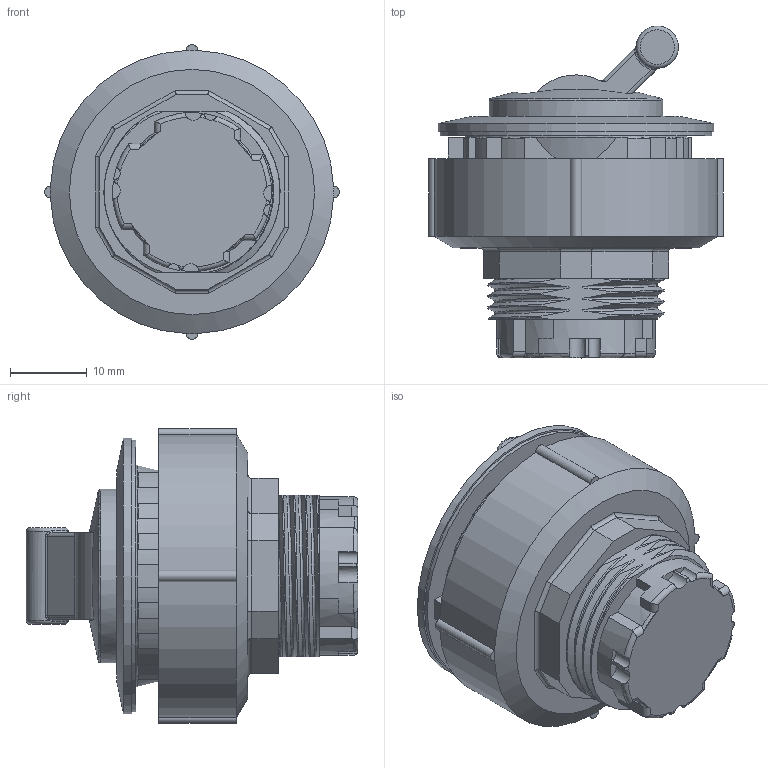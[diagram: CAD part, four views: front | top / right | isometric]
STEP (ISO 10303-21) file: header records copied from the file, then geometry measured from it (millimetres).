
FILE_DESCRIPTION(/* description */ (''),/* implementation_level */ '2;1');
FILE_NAME(/* name */ 'KRJK_vereinfacht.stp',/* time_stamp */ '2018-04-11T08:52:50+02:00',/* author */ ('mreiber'),/* organization */ (''),/* preprocessor_version */ 'ST-DEVELOPER v16.1',/* originating_system */ 'Autodesk Inventor 2016',/* authorisation */ '');
FILE_SCHEMA (('AUTOMOTIVE_DESIGN { 1 0 10303 214 3 1 1 }'));
Length unit declared in the file: centimetre
Products named in the file (1): KRJK_vereinfacht
Bounding box: 38.49 x 43.31 x 38.49 mm (x, y, z)
Volume: 20628.7 mm3; surface area: 9620.5 mm2
Topology: 1 solids, 3 shells, 420 faces, 1143 edges, 739 vertices
Faces by surface type: plane 150, cylinder 148, bspline 58, torus 39, cone 24, sphere 1
Full cylindrical faces by diameter (mm): 22.7 x1, 22.9 x1, 23 x1, 24.25 x1, 29 x1, 34 x1, 35.5 x1, 36 x1
Entity records: 16753 total; most frequent: CARTESIAN_POINT 6801, ORIENTED_EDGE 2234, DIRECTION 1865, EDGE_CURVE 1117, VERTEX_POINT 731, AXIS2_PLACEMENT_3D 711, EDGE_LOOP 451, LINE 443
